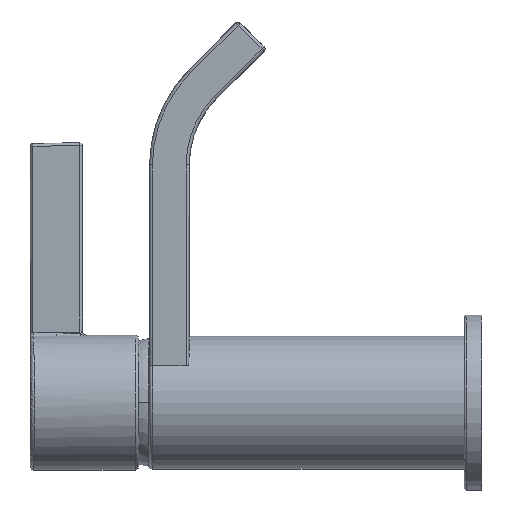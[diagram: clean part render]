
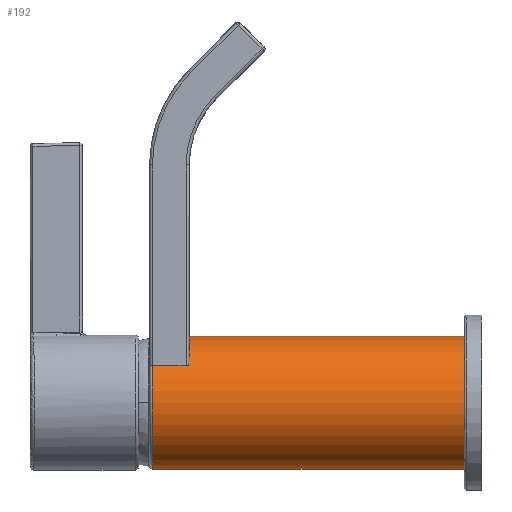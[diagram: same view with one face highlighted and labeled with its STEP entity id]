
A CAD part, left-side view. The second image highlights one B-rep face of the part: STEP entity #192.
In plain terms, the highlighted cylindrical face has radius 19 mm (diameter 38 mm), a partial arc.
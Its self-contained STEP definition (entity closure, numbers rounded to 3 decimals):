
#94 = ORIENTED_EDGE ( 'NONE', *, *, #1836, .T. ) ;
#192 = ADVANCED_FACE ( 'NONE', ( #2448 ), #3957, .T. ) ;
#304 = CARTESIAN_POINT ( 'NONE',  ( 0., 0., 19. ) ) ;
#566 = CARTESIAN_POINT ( 'NONE',  ( 0., 0., 0. ) ) ;
#774 = AXIS2_PLACEMENT_3D ( 'NONE', #4045, #2559, #4830 ) ;
#827 = VERTEX_POINT ( 'NONE', #3483 ) ;
#1155 = CIRCLE ( 'NONE', #3610, 19. ) ;
#1186 = DIRECTION ( 'NONE',  ( 0., 1., 0. ) ) ;
#1294 = CARTESIAN_POINT ( 'NONE',  ( 0., 0., -19. ) ) ;
#1436 = ORIENTED_EDGE ( 'NONE', *, *, #4652, .T. ) ;
#1501 = VERTEX_POINT ( 'NONE', #2081 ) ;
#1548 = CARTESIAN_POINT ( 'NONE',  ( 0., 89., -19. ) ) ;
#1665 = ORIENTED_EDGE ( 'NONE', *, *, #2833, .T. ) ;
#1836 = EDGE_CURVE ( 'NONE', #3691, #827, #1155, .T. ) ;
#2079 = DIRECTION ( 'NONE',  ( 0., -1., 0. ) ) ;
#2081 = CARTESIAN_POINT ( 'NONE',  ( 0., 89., 19. ) ) ;
#2108 = LINE ( 'NONE', #1294, #2834 ) ;
#2119 = DIRECTION ( 'NONE',  ( 0., -1., 0. ) ) ;
#2155 = VERTEX_POINT ( 'NONE', #1548 ) ;
#2315 = DIRECTION ( 'NONE',  ( 0., 0., -1. ) ) ;
#2423 = VECTOR ( 'NONE', #2119, 1000. ) ;
#2448 = FACE_OUTER_BOUND ( 'NONE', #4404, .T. ) ;
#2498 = DIRECTION ( 'NONE',  ( 0., -1., 0. ) ) ;
#2559 = DIRECTION ( 'NONE',  ( 0., -1., 0. ) ) ;
#2833 = EDGE_CURVE ( 'NONE', #2155, #3691, #2108, .T. ) ;
#2834 = VECTOR ( 'NONE', #2498, 1000. ) ;
#2938 = LINE ( 'NONE', #304, #2423 ) ;
#3483 = CARTESIAN_POINT ( 'NONE',  ( 0., 0., 19. ) ) ;
#3582 = DIRECTION ( 'NONE',  ( 0., 0., -1. ) ) ;
#3610 = AXIS2_PLACEMENT_3D ( 'NONE', #3800, #1186, #2315 ) ;
#3691 = VERTEX_POINT ( 'NONE', #4833 ) ;
#3735 = EDGE_CURVE ( 'NONE', #1501, #827, #2938, .T. ) ;
#3800 = CARTESIAN_POINT ( 'NONE',  ( 0., 0., 0. ) ) ;
#3827 = AXIS2_PLACEMENT_3D ( 'NONE', #566, #2079, #3582 ) ;
#3935 = CIRCLE ( 'NONE', #774, 19. ) ;
#3957 = CYLINDRICAL_SURFACE ( 'NONE', #3827, 19. ) ;
#4045 = CARTESIAN_POINT ( 'NONE',  ( 0., 89., 0. ) ) ;
#4404 = EDGE_LOOP ( 'NONE', ( #4471, #1436, #1665, #94 ) ) ;
#4471 = ORIENTED_EDGE ( 'NONE', *, *, #3735, .F. ) ;
#4652 = EDGE_CURVE ( 'NONE', #1501, #2155, #3935, .T. ) ;
#4830 = DIRECTION ( 'NONE',  ( 0., 0., 1. ) ) ;
#4833 = CARTESIAN_POINT ( 'NONE',  ( 0., 0., -19. ) ) ;
